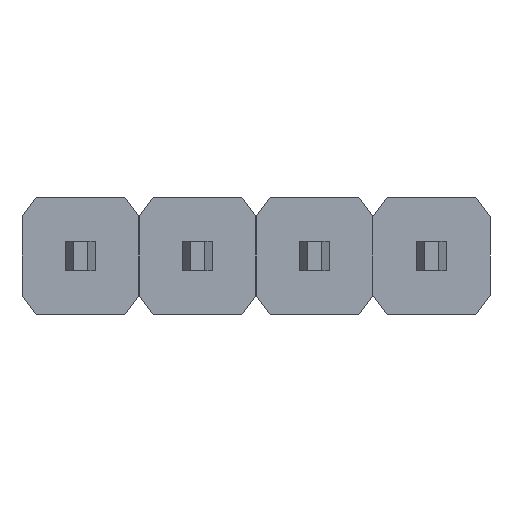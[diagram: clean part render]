
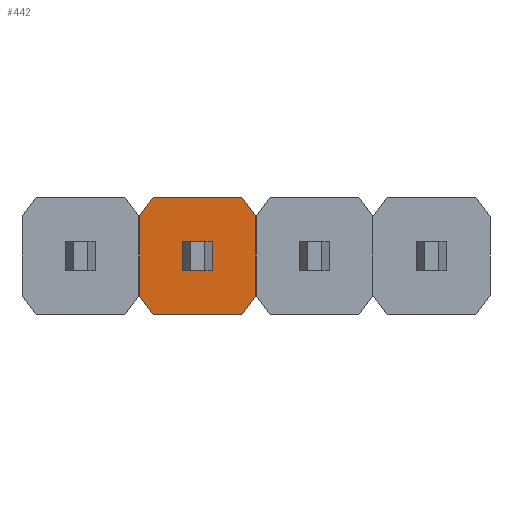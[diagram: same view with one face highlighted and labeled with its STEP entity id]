
A CAD part, front view. The second image highlights one B-rep face of the part: STEP entity #442.
In plain terms, the highlighted planar face has unit normal (0, -1, 0).
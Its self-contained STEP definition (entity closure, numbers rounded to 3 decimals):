
#25 = DIRECTION ( 'NONE',  ( 0., 0., -1. ) ) ;
#30 = VECTOR ( 'NONE', #600, 1000. ) ;
#35 = EDGE_CURVE ( 'NONE', #590, #819, #52, .T. ) ;
#39 = VECTOR ( 'NONE', #653, 1000. ) ;
#52 = LINE ( 'NONE', #375, #30 ) ;
#61 = LINE ( 'NONE', #497, #840 ) ;
#72 = CARTESIAN_POINT ( 'NONE',  ( -0.965, 0., -1.27 ) ) ;
#108 = VECTOR ( 'NONE', #111, 1000. ) ;
#111 = DIRECTION ( 'NONE',  ( -1., 0., 0. ) ) ;
#121 = CARTESIAN_POINT ( 'NONE',  ( 0.965, 0., -1.27 ) ) ;
#124 = CARTESIAN_POINT ( 'NONE',  ( 1.27, 0., 0.855 ) ) ;
#126 = LINE ( 'NONE', #586, #794 ) ;
#127 = ORIENTED_EDGE ( 'NONE', *, *, #423, .F. ) ;
#132 = LINE ( 'NONE', #652, #919 ) ;
#140 = CARTESIAN_POINT ( 'NONE',  ( -0.965, 0., -1.27 ) ) ;
#154 = FACE_OUTER_BOUND ( 'NONE', #298, .T. ) ;
#175 = EDGE_CURVE ( 'NONE', #796, #386, #126, .T. ) ;
#201 = EDGE_CURVE ( 'NONE', #409, #602, #601, .T. ) ;
#214 = VERTEX_POINT ( 'NONE', #231 ) ;
#230 = DIRECTION ( 'NONE',  ( 0.592, 0., 0.806 ) ) ;
#231 = CARTESIAN_POINT ( 'NONE',  ( -1.27, 0., 0.855 ) ) ;
#251 = VECTOR ( 'NONE', #542, 1000. ) ;
#255 = ORIENTED_EDGE ( 'NONE', *, *, #454, .F. ) ;
#277 = DIRECTION ( 'NONE',  ( 0.592, 0., -0.806 ) ) ;
#298 = EDGE_LOOP ( 'NONE', ( #724, #456, #127, #901, #508, #588, #714, #255 ) ) ;
#318 = LINE ( 'NONE', #140, #108 ) ;
#341 = DIRECTION ( 'NONE',  ( 0., 0., -1. ) ) ;
#347 = CARTESIAN_POINT ( 'NONE',  ( 1.27, 0., -0.855 ) ) ;
#360 = DIRECTION ( 'NONE',  ( 0., 0., 1. ) ) ;
#375 = CARTESIAN_POINT ( 'NONE',  ( -0.965, 0., 1.27 ) ) ;
#386 = VERTEX_POINT ( 'NONE', #347 ) ;
#409 = VERTEX_POINT ( 'NONE', #72 ) ;
#416 = PLANE ( 'NONE',  #595 ) ;
#417 = CARTESIAN_POINT ( 'NONE',  ( -0.965, 0., 1.27 ) ) ;
#420 = CARTESIAN_POINT ( 'NONE',  ( 1.27, 0., 0.855 ) ) ;
#423 = EDGE_CURVE ( 'NONE', #819, #796, #528, .T. ) ;
#442 = ADVANCED_FACE ( 'NONE', ( #154 ), #416, .T. ) ;
#454 = EDGE_CURVE ( 'NONE', #865, #409, #318, .T. ) ;
#456 = ORIENTED_EDGE ( 'NONE', *, *, #175, .F. ) ;
#497 = CARTESIAN_POINT ( 'NONE',  ( -1.27, 0., -0.855 ) ) ;
#500 = EDGE_CURVE ( 'NONE', #214, #590, #132, .T. ) ;
#508 = ORIENTED_EDGE ( 'NONE', *, *, #500, .F. ) ;
#515 = CARTESIAN_POINT ( 'NONE',  ( -0.965, 0., -1.27 ) ) ;
#528 = LINE ( 'NONE', #420, #695 ) ;
#542 = DIRECTION ( 'NONE',  ( -0.592, 0., -0.806 ) ) ;
#586 = CARTESIAN_POINT ( 'NONE',  ( 1.27, 0., -0.855 ) ) ;
#588 = ORIENTED_EDGE ( 'NONE', *, *, #914, .F. ) ;
#590 = VERTEX_POINT ( 'NONE', #417 ) ;
#595 = AXIS2_PLACEMENT_3D ( 'NONE', #781, #851, #341 ) ;
#600 = DIRECTION ( 'NONE',  ( 1., 0., 0. ) ) ;
#601 = LINE ( 'NONE', #515, #39 ) ;
#602 = VERTEX_POINT ( 'NONE', #779 ) ;
#610 = CARTESIAN_POINT ( 'NONE',  ( 0.965, 0., -1.27 ) ) ;
#652 = CARTESIAN_POINT ( 'NONE',  ( -1.27, 0., 0.855 ) ) ;
#653 = DIRECTION ( 'NONE',  ( -0.592, 0., 0.806 ) ) ;
#695 = VECTOR ( 'NONE', #277, 1000. ) ;
#714 = ORIENTED_EDGE ( 'NONE', *, *, #201, .F. ) ;
#724 = ORIENTED_EDGE ( 'NONE', *, *, #824, .F. ) ;
#779 = CARTESIAN_POINT ( 'NONE',  ( -1.27, 0., -0.855 ) ) ;
#781 = CARTESIAN_POINT ( 'NONE',  ( 0., 0., 0. ) ) ;
#794 = VECTOR ( 'NONE', #25, 1000. ) ;
#796 = VERTEX_POINT ( 'NONE', #124 ) ;
#803 = LINE ( 'NONE', #121, #251 ) ;
#819 = VERTEX_POINT ( 'NONE', #909 ) ;
#824 = EDGE_CURVE ( 'NONE', #386, #865, #803, .T. ) ;
#840 = VECTOR ( 'NONE', #360, 1000. ) ;
#851 = DIRECTION ( 'NONE',  ( 0., -1., 0. ) ) ;
#865 = VERTEX_POINT ( 'NONE', #610 ) ;
#901 = ORIENTED_EDGE ( 'NONE', *, *, #35, .F. ) ;
#909 = CARTESIAN_POINT ( 'NONE',  ( 0.965, 0., 1.27 ) ) ;
#914 = EDGE_CURVE ( 'NONE', #602, #214, #61, .T. ) ;
#919 = VECTOR ( 'NONE', #230, 1000. ) ;
